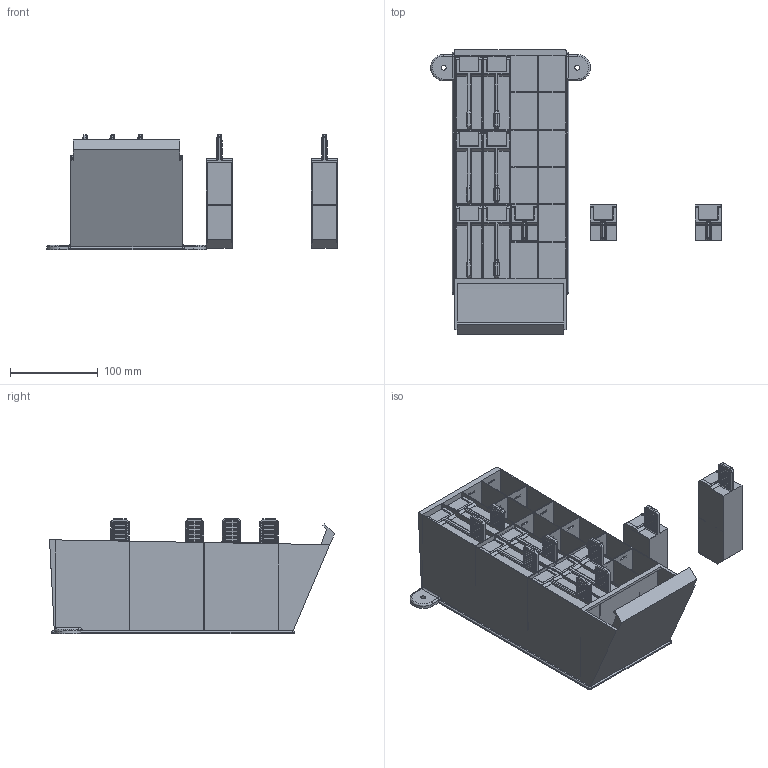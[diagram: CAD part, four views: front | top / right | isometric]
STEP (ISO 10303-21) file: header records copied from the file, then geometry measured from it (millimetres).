
FILE_DESCRIPTION(/* description */ (''),/* implementation_level */ '2;1');
FILE_NAME(/* name */ '0258 mixed.step',/* time_stamp */ '2021-12-11T12:38:00-06:00',/* author */ (''),/* organization */ (''),/* preprocessor_version */ 'ST-DEVELOPER v18.1',/* originating_system */ 'Autodesk Translation Framework v10.10.0.1391',/* authorisation */ '');
FILE_SCHEMA (('AUTOMOTIVE_DESIGN { 1 0 10303 214 3 1 1 }'));
Products named in the file (1): 0258 mixed
Bounding box: 331.99 x 325.29 x 131.5 mm (x, y, z)
Volume: 643868.3 mm3; surface area: 922836.5 mm2
Topology: 11 solids, 11 shells, 2496 faces, 5668 edges, 3239 vertices
Faces by surface type: plane 768, sphere 576, cylinder 570, torus 554, bspline 28
Full cylindrical faces by diameter (mm): 5.5 x2
Entity records: 70037 total; most frequent: DIRECTION 13451, CARTESIAN_POINT 12374, ORIENTED_EDGE 11328, EDGE_CURVE 5664, AXIS2_PLACEMENT_3D 5370, VERTEX_POINT 3239, CIRCLE 2798, LINE 2711
